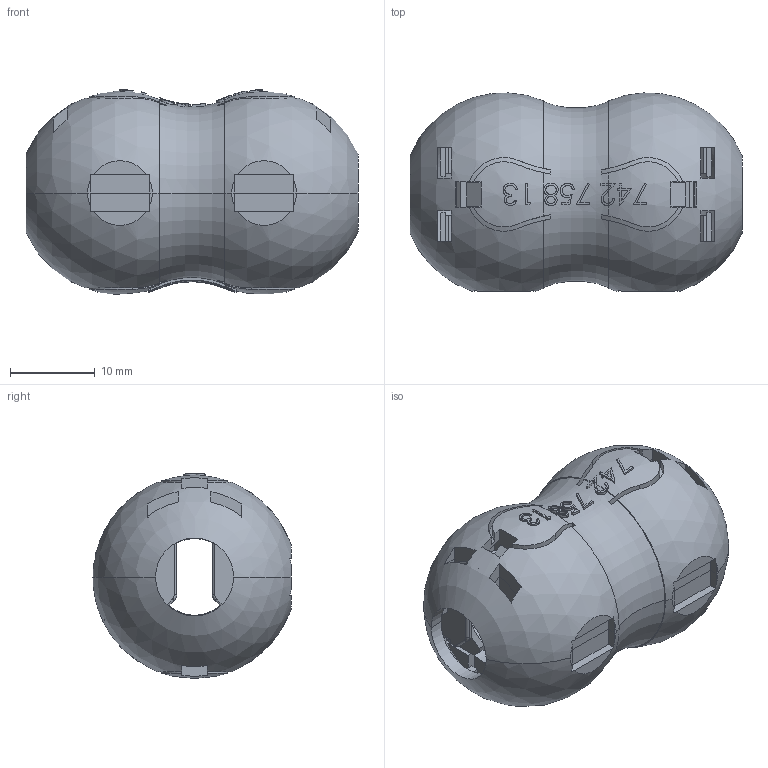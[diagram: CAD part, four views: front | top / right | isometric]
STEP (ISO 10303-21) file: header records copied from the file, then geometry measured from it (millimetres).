
FILE_DESCRIPTION(/* description */ ('Unknown'),/* implementation_level */ '2;1');
FILE_NAME(/* name */ '74275813',/* time_stamp */ '2023-08-17T15:35:49+02:00',/* author */ ('Unknown'),/* organization */ ('Unknown'),/* preprocessor_version */ 'ST-DEVELOPER v16.7',/* originating_system */ 'Solid Edge',/* authorisation */ 'Unknown');
FILE_SCHEMA (('AUTOMOTIVE_DESIGN {1 0 10303 214 3 1 1}'));
Length unit declared in the file: millimetre
Products named in the file (4): 74275813; 1683977153_unten; 742 7513C; 1683977153_oben
Assembly tree (4 placements, depth 2):
  74275813
    1683977153_unten
    742 7513C  x2
    1683977153_oben
Bounding box: 39.17 x 23.37 x 24.18 mm (x, y, z)
Volume: 8592.8 mm3; surface area: 10337.7 mm2
Topology: 4 solids, 4 shells, 1307 faces, 3668 edges, 2388 vertices
Faces by surface type: plane 882, cylinder 220, sphere 72, torus 59, bspline 52, cone 22
Full cylindrical faces by diameter (mm): 0.164 x2, 0.505 x5, 1.4 x2, 1.5 x2
Entity records: 43404 total; most frequent: CARTESIAN_POINT 10392, ORIENTED_EDGE 7068, DIRECTION 6937, EDGE_CURVE 3534, AXIS2_PLACEMENT_3D 2653, VERTEX_POINT 2321, LINE 1631, VECTOR 1631
